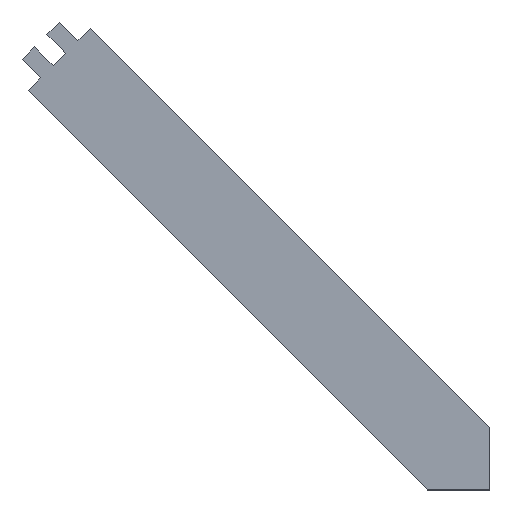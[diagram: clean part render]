
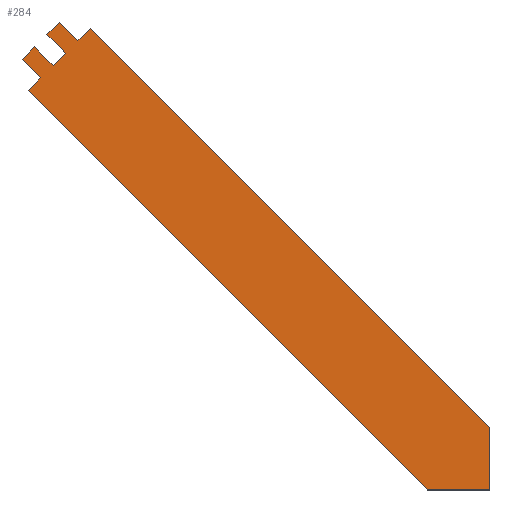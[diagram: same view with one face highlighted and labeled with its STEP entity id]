
A CAD part, top view. The second image highlights one B-rep face of the part: STEP entity #284.
In plain terms, the highlighted planar face has unit normal (0, 0, 1).
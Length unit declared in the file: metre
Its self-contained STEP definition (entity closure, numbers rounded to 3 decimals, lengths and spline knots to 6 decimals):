
#45=ORIENTED_EDGE('',*,*,#116,.T.);
#46=ORIENTED_EDGE('',*,*,#117,.T.);
#47=ORIENTED_EDGE('',*,*,#100,.F.);
#48=ORIENTED_EDGE('',*,*,#118,.T.);
#49=ORIENTED_EDGE('',*,*,#119,.T.);
#50=ORIENTED_EDGE('',*,*,#93,.T.);
#51=ORIENTED_EDGE('',*,*,#104,.T.);
#52=ORIENTED_EDGE('',*,*,#107,.T.);
#53=ORIENTED_EDGE('',*,*,#120,.T.);
#54=ORIENTED_EDGE('',*,*,#121,.T.);
#55=ORIENTED_EDGE('',*,*,#122,.T.);
#56=ORIENTED_EDGE('',*,*,#96,.F.);
#57=ORIENTED_EDGE('',*,*,#123,.T.);
#93=EDGE_CURVE('',#130,#132,#158,.T.);
#96=EDGE_CURVE('',#135,#136,#161,.T.);
#100=EDGE_CURVE('',#139,#140,#165,.T.);
#104=EDGE_CURVE('',#132,#142,#169,.T.);
#107=EDGE_CURVE('',#142,#144,#172,.T.);
#116=EDGE_CURVE('',#150,#151,#181,.T.);
#117=EDGE_CURVE('',#151,#140,#182,.T.);
#118=EDGE_CURVE('',#139,#152,#183,.T.);
#119=EDGE_CURVE('',#152,#130,#184,.T.);
#120=EDGE_CURVE('',#144,#153,#185,.T.);
#121=EDGE_CURVE('',#153,#154,#186,.T.);
#122=EDGE_CURVE('',#154,#136,#187,.T.);
#123=EDGE_CURVE('',#135,#150,#188,.T.);
#130=VERTEX_POINT('',#396);
#132=VERTEX_POINT('',#400);
#135=VERTEX_POINT('',#407);
#136=VERTEX_POINT('',#409);
#139=VERTEX_POINT('',#416);
#140=VERTEX_POINT('',#418);
#142=VERTEX_POINT('',#424);
#144=VERTEX_POINT('',#430);
#150=VERTEX_POINT('',#448);
#151=VERTEX_POINT('',#449);
#152=VERTEX_POINT('',#452);
#153=VERTEX_POINT('',#455);
#154=VERTEX_POINT('',#457);
#158=LINE('',#401,#197);
#161=LINE('',#408,#200);
#165=LINE('',#417,#204);
#169=LINE('',#425,#208);
#172=LINE('',#431,#211);
#181=LINE('',#447,#220);
#182=LINE('',#450,#221);
#183=LINE('',#451,#222);
#184=LINE('',#453,#223);
#185=LINE('',#454,#224);
#186=LINE('',#456,#225);
#187=LINE('',#458,#226);
#188=LINE('',#459,#227);
#197=VECTOR('',#328,1.);
#200=VECTOR('',#333,1.);
#204=VECTOR('',#339,1.);
#208=VECTOR('',#345,1.);
#211=VECTOR('',#350,1.);
#220=VECTOR('',#363,1.);
#221=VECTOR('',#364,1.);
#222=VECTOR('',#365,1.);
#223=VECTOR('',#366,1.);
#224=VECTOR('',#367,1.);
#225=VECTOR('',#368,1.);
#226=VECTOR('',#369,1.);
#227=VECTOR('',#370,1.);
#239=EDGE_LOOP('',(#45,#46,#47,#48,#49,#50,#51,#52,#53,#54,#55,#56,#57));
#254=FACE_BOUND('',#239,.T.);
#269=PLANE('',#312);
#284=ADVANCED_FACE('',(#254),#269,.F.);
#312=AXIS2_PLACEMENT_3D('',#446,#361,#362);
#328=DIRECTION('',(0.707,-0.707,0.));
#333=DIRECTION('',(0.707,0.707,0.));
#339=DIRECTION('',(0.707,0.707,0.));
#345=DIRECTION('',(1.,0.,0.));
#350=DIRECTION('',(0.,1.,0.));
#361=DIRECTION('',(0.,0.,-1.));
#362=DIRECTION('',(1.,0.,0.));
#363=DIRECTION('',(-0.707,-0.707,0.));
#364=DIRECTION('',(-0.707,0.707,0.));
#365=DIRECTION('',(0.707,-0.707,0.));
#366=DIRECTION('',(-0.707,-0.707,0.));
#367=DIRECTION('',(-0.707,0.707,0.));
#368=DIRECTION('',(-0.707,-0.707,0.));
#369=DIRECTION('',(-0.707,0.707,0.));
#370=DIRECTION('',(0.707,-0.707,0.));
#396=CARTESIAN_POINT('',(-0.272749,-0.772607,-0.005238));
#400=CARTESIAN_POINT('',(-0.045355,-1.,-0.005238));
#401=CARTESIAN_POINT('',(-0.301682,-0.743674,-0.005238));
#407=CARTESIAN_POINT('',(-0.262142,-0.740787,-0.005238));
#408=CARTESIAN_POINT('',(-0.151305,-0.629949,-0.005238));
#409=CARTESIAN_POINT('',(-0.255071,-0.733716,-0.005238));
#416=CARTESIAN_POINT('',(-0.276284,-0.754929,-0.005238));
#417=CARTESIAN_POINT('',(-0.151305,-0.629949,-0.005238));
#418=CARTESIAN_POINT('',(-0.269213,-0.747858,-0.005238));
#424=CARTESIAN_POINT('',(-0.01,-1.,-0.005238));
#425=CARTESIAN_POINT('',(-0.027678,-1.,-0.005238));
#430=CARTESIAN_POINT('',(-0.01,-0.964645,-0.005238));
#431=CARTESIAN_POINT('',(-0.01,-0.982322,-0.005238));
#446=CARTESIAN_POINT('',(-0.281254,-0.5,-0.005238));
#447=CARTESIAN_POINT('',(-0.255071,-0.754929,-0.005238));
#448=CARTESIAN_POINT('',(-0.251536,-0.751393,-0.005238));
#449=CARTESIAN_POINT('',(-0.258607,-0.758464,-0.005238));
#450=CARTESIAN_POINT('',(-0.399162,-0.617909,-0.005238));
#451=CARTESIAN_POINT('',(-0.406234,-0.62498,-0.005238));
#452=CARTESIAN_POINT('',(-0.265678,-0.765536,-0.005238));
#453=CARTESIAN_POINT('',(-0.255071,-0.754929,-0.005238));
#454=CARTESIAN_POINT('',(-0.266326,-0.708318,-0.005238));
#455=CARTESIAN_POINT('',(-0.237393,-0.737251,-0.005238));
#456=CARTESIAN_POINT('',(-0.255071,-0.754929,-0.005238));
#457=CARTESIAN_POINT('',(-0.244464,-0.744322,-0.005238));
#458=CARTESIAN_POINT('',(-0.38502,-0.603766,-0.005238));
#459=CARTESIAN_POINT('',(-0.392091,-0.610838,-0.005238));
